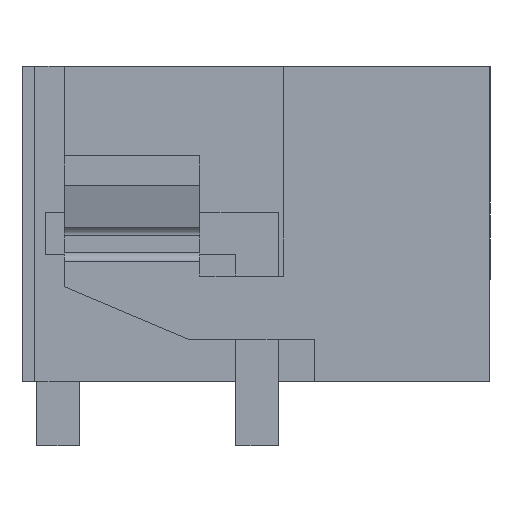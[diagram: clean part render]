
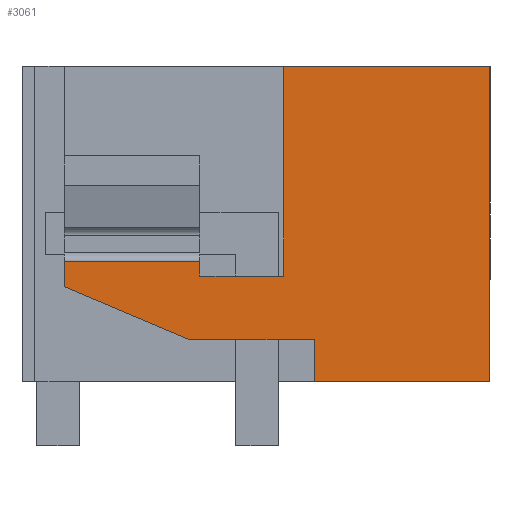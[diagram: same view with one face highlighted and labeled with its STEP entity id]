
A CAD part, left-side view. The second image highlights one B-rep face of the part: STEP entity #3061.
In plain terms, the highlighted planar face has unit normal (-1, 0, 0).
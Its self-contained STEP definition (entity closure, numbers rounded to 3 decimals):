
#3003=AXIS2_PLACEMENT_3D('Plane Axis2P3D',#3000,#3001,#3002) ;
#1163=CARTESIAN_POINT('Vertex',(0.,4.875,8.95)) ;
#1166=CARTESIAN_POINT('Line Origine',(0.,2.438,8.95)) ;
#1170=CARTESIAN_POINT('Vertex',(0.,0.,8.95)) ;
#1745=CARTESIAN_POINT('Vertex',(0.,0.,1.5)) ;
#1748=CARTESIAN_POINT('Line Origine',(0.,2.075,1.5)) ;
#1752=CARTESIAN_POINT('Vertex',(0.,4.15,1.5)) ;
#2791=CARTESIAN_POINT('Vertex',(0.,10.05,3.75)) ;
#2794=CARTESIAN_POINT('Line Origine',(0.,10.05,4.05)) ;
#2798=CARTESIAN_POINT('Vertex',(0.,10.05,4.35)) ;
#2985=CARTESIAN_POINT('Vertex',(0.,4.875,4.)) ;
#2988=CARTESIAN_POINT('Line Origine',(0.,4.875,6.475)) ;
#3000=CARTESIAN_POINT('Axis2P3D Location',(0.,11.05,-1.7)) ;
#3005=CARTESIAN_POINT('Line Origine',(0.,0.,5.225)) ;
#3010=CARTESIAN_POINT('Line Origine',(0.,5.863,4.)) ;
#3014=CARTESIAN_POINT('Vertex',(0.,6.85,4.)) ;
#3017=CARTESIAN_POINT('Line Origine',(0.,6.85,4.175)) ;
#3021=CARTESIAN_POINT('Vertex',(0.,6.85,4.35)) ;
#3024=CARTESIAN_POINT('Line Origine',(0.,8.45,4.35)) ;
#3029=CARTESIAN_POINT('Line Origine',(0.,8.571,3.123)) ;
#3033=CARTESIAN_POINT('Vertex',(0.,7.092,2.497)) ;
#3036=CARTESIAN_POINT('Line Origine',(0.,5.621,2.497)) ;
#3040=CARTESIAN_POINT('Vertex',(0.,4.15,2.497)) ;
#3043=CARTESIAN_POINT('Line Origine',(0.,4.15,1.998)) ;
#1167=DIRECTION('Vector Direction',(0.,-1.,0.)) ;
#1749=DIRECTION('Vector Direction',(0.,1.,0.)) ;
#2795=DIRECTION('Vector Direction',(0.,0.,-1.)) ;
#2989=DIRECTION('Vector Direction',(0.,0.,1.)) ;
#3001=DIRECTION('Axis2P3D Direction',(-1.,0.,0.)) ;
#3002=DIRECTION('Axis2P3D XDirection',(0.,-1.,0.)) ;
#3006=DIRECTION('Vector Direction',(0.,0.,-1.)) ;
#3011=DIRECTION('Vector Direction',(0.,1.,0.)) ;
#3018=DIRECTION('Vector Direction',(0.,0.,1.)) ;
#3025=DIRECTION('Vector Direction',(0.,-1.,0.)) ;
#3030=DIRECTION('Vector Direction',(0.,0.921,0.39)) ;
#3037=DIRECTION('Vector Direction',(0.,-1.,0.)) ;
#3044=DIRECTION('Vector Direction',(0.,0.,-1.)) ;
#1168=VECTOR('Line Direction',#1167,1.) ;
#1750=VECTOR('Line Direction',#1749,1.) ;
#2796=VECTOR('Line Direction',#2795,1.) ;
#2990=VECTOR('Line Direction',#2989,1.) ;
#3007=VECTOR('Line Direction',#3006,1.) ;
#3012=VECTOR('Line Direction',#3011,1.) ;
#3019=VECTOR('Line Direction',#3018,1.) ;
#3026=VECTOR('Line Direction',#3025,1.) ;
#3031=VECTOR('Line Direction',#3030,1.) ;
#3038=VECTOR('Line Direction',#3037,1.) ;
#3045=VECTOR('Line Direction',#3044,1.) ;
#3049=ORIENTED_EDGE('',*,*,#1754,.T.) ;
#3050=ORIENTED_EDGE('',*,*,#3009,.T.) ;
#3051=ORIENTED_EDGE('',*,*,#1172,.T.) ;
#3052=ORIENTED_EDGE('',*,*,#2992,.T.) ;
#3053=ORIENTED_EDGE('',*,*,#3016,.T.) ;
#3054=ORIENTED_EDGE('',*,*,#3023,.T.) ;
#3055=ORIENTED_EDGE('',*,*,#3028,.F.) ;
#3056=ORIENTED_EDGE('',*,*,#2800,.T.) ;
#3057=ORIENTED_EDGE('',*,*,#3035,.T.) ;
#3058=ORIENTED_EDGE('',*,*,#3042,.T.) ;
#3059=ORIENTED_EDGE('',*,*,#3047,.T.) ;
#3061=ADVANCED_FACE('HOUSING',(#3060),#3004,.T.) ;
#1172=EDGE_CURVE('',#1171,#1164,#1169,.F.) ;
#1754=EDGE_CURVE('',#1753,#1746,#1751,.F.) ;
#2800=EDGE_CURVE('',#2799,#2792,#2797,.T.) ;
#2992=EDGE_CURVE('',#1164,#2986,#2991,.F.) ;
#3009=EDGE_CURVE('',#1746,#1171,#3008,.F.) ;
#3016=EDGE_CURVE('',#2986,#3015,#3013,.T.) ;
#3023=EDGE_CURVE('',#3015,#3022,#3020,.T.) ;
#3028=EDGE_CURVE('',#2799,#3022,#3027,.T.) ;
#3035=EDGE_CURVE('',#2792,#3034,#3032,.F.) ;
#3042=EDGE_CURVE('',#3034,#3041,#3039,.T.) ;
#3047=EDGE_CURVE('',#3041,#1753,#3046,.T.) ;
#3048=EDGE_LOOP('',(#3049,#3050,#3051,#3052,#3053,#3054,#3055,#3056,#3057,#3058,#3059)) ;
#3060=FACE_OUTER_BOUND('',#3048,.T.) ;
#1169=LINE('Line',#1166,#1168) ;
#1751=LINE('Line',#1748,#1750) ;
#2797=LINE('Line',#2794,#2796) ;
#2991=LINE('Line',#2988,#2990) ;
#3008=LINE('Line',#3005,#3007) ;
#3013=LINE('Line',#3010,#3012) ;
#3020=LINE('Line',#3017,#3019) ;
#3027=LINE('Line',#3024,#3026) ;
#3032=LINE('Line',#3029,#3031) ;
#3039=LINE('Line',#3036,#3038) ;
#3046=LINE('Line',#3043,#3045) ;
#3004=PLANE('',#3003) ;
#1164=VERTEX_POINT('',#1163) ;
#1171=VERTEX_POINT('',#1170) ;
#1746=VERTEX_POINT('',#1745) ;
#1753=VERTEX_POINT('',#1752) ;
#2792=VERTEX_POINT('',#2791) ;
#2799=VERTEX_POINT('',#2798) ;
#2986=VERTEX_POINT('',#2985) ;
#3015=VERTEX_POINT('',#3014) ;
#3022=VERTEX_POINT('',#3021) ;
#3034=VERTEX_POINT('',#3033) ;
#3041=VERTEX_POINT('',#3040) ;
